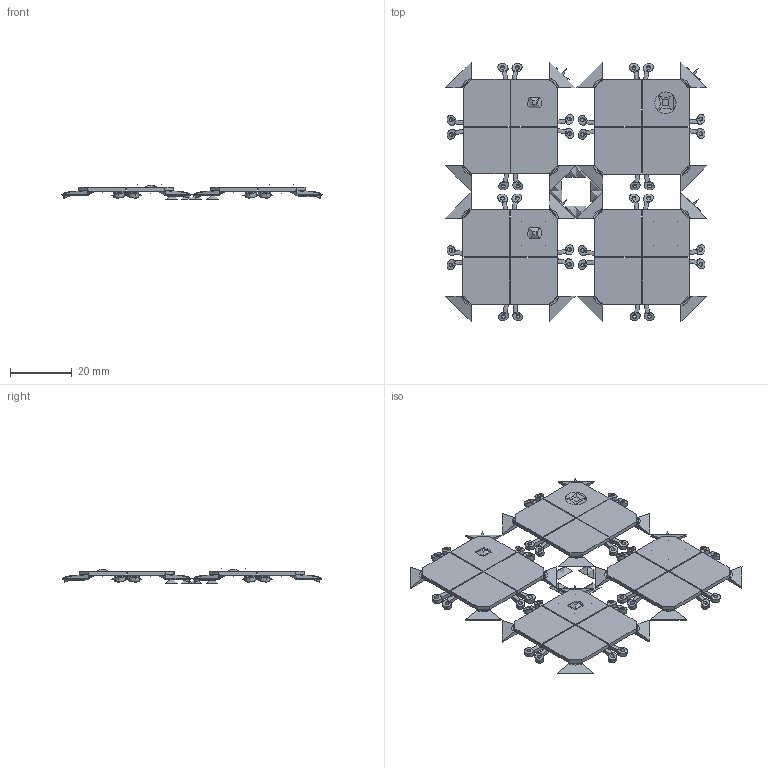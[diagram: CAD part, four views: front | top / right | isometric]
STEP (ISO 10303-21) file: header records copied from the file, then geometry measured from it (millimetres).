
FILE_DESCRIPTION(/* description */ (''),/* implementation_level */ '2;1');
FILE_NAME(/* name */ 'buttons',/* time_stamp */ '2015-05-06T16:51:14-07:00',/* author */ (''),/* organization */ (''),/* preprocessor_version */ 'ST-DEVELOPER v15',/* originating_system */ '',/* authorisation */ '');
FILE_SCHEMA (('AUTOMOTIVE_DESIGN'));
Length unit declared in the file: inch
Products named in the file (1): Document
Bounding box: 84.8 x 84.42 x 4.6 mm (x, y, z)
Volume: 7906.1 mm3
Topology: 98 solids, 178 shells, 1083 faces, 2589 edges, 1489 vertices
Faces by surface type: bspline 830, plane 253
Entity records: 40519 total; most frequent: CARTESIAN_POINT 24186, ORIENTED_EDGE 4410, EDGE_CURVE 2445, B_SPLINE_CURVE_WITH_KNOTS 1983, VERTEX_POINT 1481, EDGE_LOOP 1154, ADVANCED_FACE 1079, FACE_OUTER_BOUND 1079
